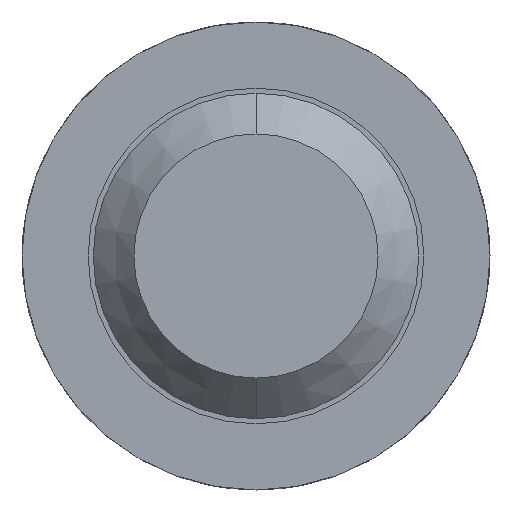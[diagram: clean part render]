
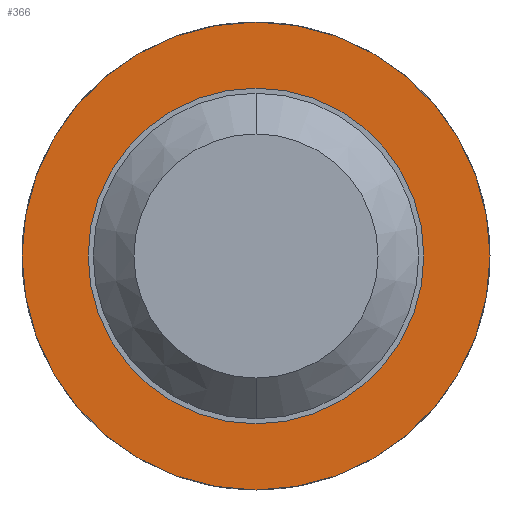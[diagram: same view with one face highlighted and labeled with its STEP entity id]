
A CAD part, front view. The second image highlights one B-rep face of the part: STEP entity #366.
In plain terms, the highlighted planar face has unit normal (0, -1, 0).
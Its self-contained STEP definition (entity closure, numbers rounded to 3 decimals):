
#25 = AXIS2_PLACEMENT_3D ( 'NONE', #745, #1165, #1690 ) ;
#142 = VERTEX_POINT ( 'NONE', #3111 ) ;
#366 = ADVANCED_FACE ( 'Defeature ausgef�hrt1_14', ( #2331, #2017 ), #2483, .F. ) ;
#489 = DIRECTION ( 'NONE',  ( 0., 1., 0. ) ) ;
#545 = CARTESIAN_POINT ( 'NONE',  ( 0., -1.5, 1.15 ) ) ;
#707 = EDGE_CURVE ( 'NONE', #2642, #3819, #2150, .T. ) ;
#708 = DIRECTION ( 'NONE',  ( 0., 0., 1. ) ) ;
#745 = CARTESIAN_POINT ( 'NONE',  ( 0., -1.5, 0. ) ) ;
#1030 = EDGE_CURVE ( 'NONE', #2492, #142, #3824, .T. ) ;
#1112 = AXIS2_PLACEMENT_3D ( 'NONE', #1793, #4512, #2188 ) ;
#1165 = DIRECTION ( 'NONE',  ( 0., 1., 0. ) ) ;
#1301 = AXIS2_PLACEMENT_3D ( 'NONE', #4672, #1494, #708 ) ;
#1494 = DIRECTION ( 'NONE',  ( 0., -1., 0. ) ) ;
#1500 = AXIS2_PLACEMENT_3D ( 'NONE', #3124, #489, #2782 ) ;
#1561 = EDGE_LOOP ( 'NONE', ( #2552, #5007 ) ) ;
#1690 = DIRECTION ( 'NONE',  ( 0., 0., 1. ) ) ;
#1793 = CARTESIAN_POINT ( 'NONE',  ( 0., -1.5, 0. ) ) ;
#1810 = EDGE_LOOP ( 'NONE', ( #3051, #3990 ) ) ;
#1960 = CIRCLE ( 'NONE', #1112, 0.825 ) ;
#2017 = FACE_OUTER_BOUND ( 'NONE', #1561, .T. ) ;
#2150 = CIRCLE ( 'NONE', #25, 1.15 ) ;
#2188 = DIRECTION ( 'NONE',  ( 0., 0., 1. ) ) ;
#2331 = FACE_BOUND ( 'NONE', #1810, .T. ) ;
#2340 = EDGE_CURVE ( 'NONE', #3819, #2642, #3265, .T. ) ;
#2483 = PLANE ( 'NONE',  #1500 ) ;
#2492 = VERTEX_POINT ( 'NONE', #4169 ) ;
#2552 = ORIENTED_EDGE ( 'NONE', *, *, #2340, .F. ) ;
#2642 = VERTEX_POINT ( 'NONE', #2935 ) ;
#2782 = DIRECTION ( 'NONE',  ( 0., 0., 1. ) ) ;
#2890 = DIRECTION ( 'NONE',  ( 0., 1., 0. ) ) ;
#2935 = CARTESIAN_POINT ( 'NONE',  ( 0., -1.5, -1.15 ) ) ;
#3051 = ORIENTED_EDGE ( 'NONE', *, *, #1030, .F. ) ;
#3111 = CARTESIAN_POINT ( 'NONE',  ( 0., -1.5, -0.825 ) ) ;
#3124 = CARTESIAN_POINT ( 'NONE',  ( 0.825, -1.5, 0. ) ) ;
#3265 = CIRCLE ( 'NONE', #4113, 1.15 ) ;
#3417 = EDGE_CURVE ( 'NONE', #142, #2492, #1960, .T. ) ;
#3819 = VERTEX_POINT ( 'NONE', #545 ) ;
#3824 = CIRCLE ( 'NONE', #1301, 0.825 ) ;
#3990 = ORIENTED_EDGE ( 'NONE', *, *, #3417, .F. ) ;
#4035 = DIRECTION ( 'NONE',  ( 0., 0., 1. ) ) ;
#4113 = AXIS2_PLACEMENT_3D ( 'NONE', #4872, #2890, #4035 ) ;
#4169 = CARTESIAN_POINT ( 'NONE',  ( 0., -1.5, 0.825 ) ) ;
#4512 = DIRECTION ( 'NONE',  ( 0., -1., 0. ) ) ;
#4672 = CARTESIAN_POINT ( 'NONE',  ( 0., -1.5, 0. ) ) ;
#4872 = CARTESIAN_POINT ( 'NONE',  ( 0., -1.5, 0. ) ) ;
#5007 = ORIENTED_EDGE ( 'NONE', *, *, #707, .F. ) ;
